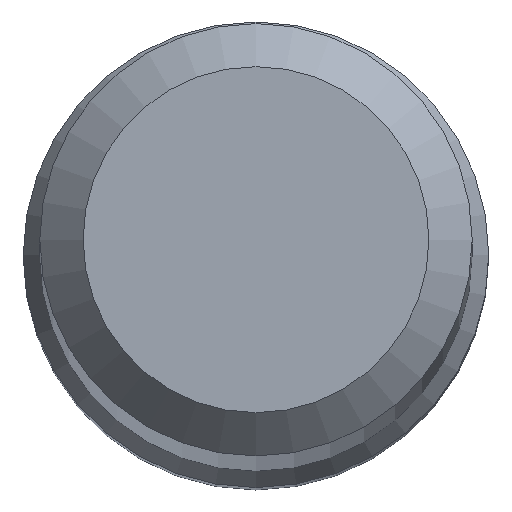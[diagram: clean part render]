
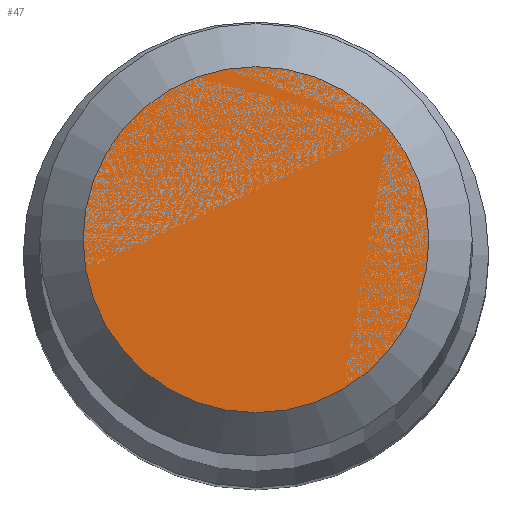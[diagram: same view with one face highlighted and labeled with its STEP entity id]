
A CAD part, top view. The second image highlights one B-rep face of the part: STEP entity #47.
In plain terms, the highlighted planar face has unit normal (0, 0, 1).
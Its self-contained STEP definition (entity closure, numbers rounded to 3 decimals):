
#5 = EDGE_CURVE ( 'NONE', #36, #36, #104, .T. ) ;
#29 = CARTESIAN_POINT ( 'NONE',  ( 0., 1.2, 70. ) ) ;
#36 = VERTEX_POINT ( 'NONE', #29 ) ;
#47 = ADVANCED_FACE ( 'NONE', ( #206 ), #75, .F. ) ;
#51 = AXIS2_PLACEMENT_3D ( 'NONE', #156, #163, #153 ) ;
#73 = AXIS2_PLACEMENT_3D ( 'NONE', #97, #142, #165 ) ;
#75 = PLANE ( 'NONE',  #73 ) ;
#97 = CARTESIAN_POINT ( 'NONE',  ( 0., 0., 70. ) ) ;
#104 = CIRCLE ( 'NONE', #51, 1.2 ) ;
#142 = DIRECTION ( 'NONE',  ( 0., 0., -1. ) ) ;
#153 = DIRECTION ( 'NONE',  ( 0., 1., 0. ) ) ;
#156 = CARTESIAN_POINT ( 'NONE',  ( 0., 0., 70. ) ) ;
#163 = DIRECTION ( 'NONE',  ( 0., 0., -1. ) ) ;
#165 = DIRECTION ( 'NONE',  ( 0., 1., 0. ) ) ;
#206 = FACE_OUTER_BOUND ( 'NONE', #272, .T. ) ;
#272 = EDGE_LOOP ( 'NONE', ( #288 ) ) ;
#288 = ORIENTED_EDGE ( 'NONE', *, *, #5, .F. ) ;
